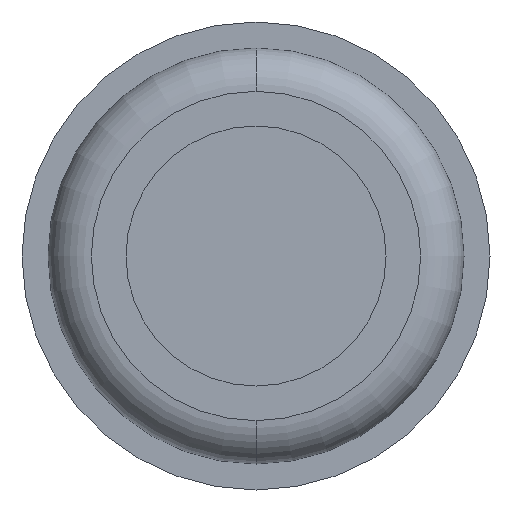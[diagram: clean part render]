
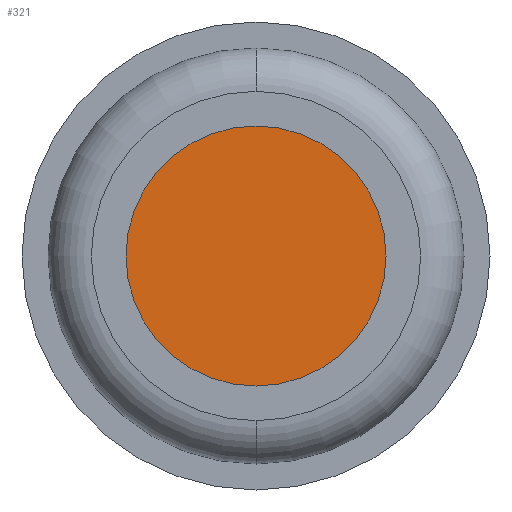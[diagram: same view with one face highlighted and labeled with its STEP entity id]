
A CAD part, front view. The second image highlights one B-rep face of the part: STEP entity #321.
In plain terms, the highlighted planar face has unit normal (0, -1, 0).
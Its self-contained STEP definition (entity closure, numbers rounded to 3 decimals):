
#87 = CIRCLE ( 'NONE', #521, 7.5 ) ;
#88 = ORIENTED_EDGE ( 'NONE', *, *, #252, .T. ) ;
#101 = AXIS2_PLACEMENT_3D ( 'NONE', #251, #580, #302 ) ;
#110 = CARTESIAN_POINT ( 'NONE',  ( 0., 7.6, -7.5 ) ) ;
#158 = DIRECTION ( 'NONE',  ( 0., -1., 0. ) ) ;
#168 = CARTESIAN_POINT ( 'NONE',  ( 0., 7.6, 0. ) ) ;
#205 = ORIENTED_EDGE ( 'NONE', *, *, #285, .T. ) ;
#216 = DIRECTION ( 'NONE',  ( 0., 0., -1. ) ) ;
#236 = VERTEX_POINT ( 'NONE', #545 ) ;
#251 = CARTESIAN_POINT ( 'NONE',  ( 0., 7.6, 7.5 ) ) ;
#252 = EDGE_CURVE ( 'NONE', #236, #274, #557, .T. ) ;
#274 = VERTEX_POINT ( 'NONE', #110 ) ;
#285 = EDGE_CURVE ( 'NONE', #274, #236, #87, .T. ) ;
#302 = DIRECTION ( 'NONE',  ( 0., 0., 1. ) ) ;
#321 = ADVANCED_FACE ( 'NONE', ( #488 ), #584, .F. ) ;
#399 = DIRECTION ( 'NONE',  ( 0., 0., -1. ) ) ;
#415 = EDGE_LOOP ( 'NONE', ( #205, #88 ) ) ;
#445 = CARTESIAN_POINT ( 'NONE',  ( 0., 7.6, 0. ) ) ;
#461 = AXIS2_PLACEMENT_3D ( 'NONE', #445, #158, #399 ) ;
#488 = FACE_OUTER_BOUND ( 'NONE', #415, .T. ) ;
#491 = DIRECTION ( 'NONE',  ( 0., -1., 0. ) ) ;
#521 = AXIS2_PLACEMENT_3D ( 'NONE', #168, #491, #216 ) ;
#545 = CARTESIAN_POINT ( 'NONE',  ( 0., 7.6, 7.5 ) ) ;
#557 = CIRCLE ( 'NONE', #461, 7.5 ) ;
#580 = DIRECTION ( 'NONE',  ( 0., 1., 0. ) ) ;
#584 = PLANE ( 'NONE',  #101 ) ;
